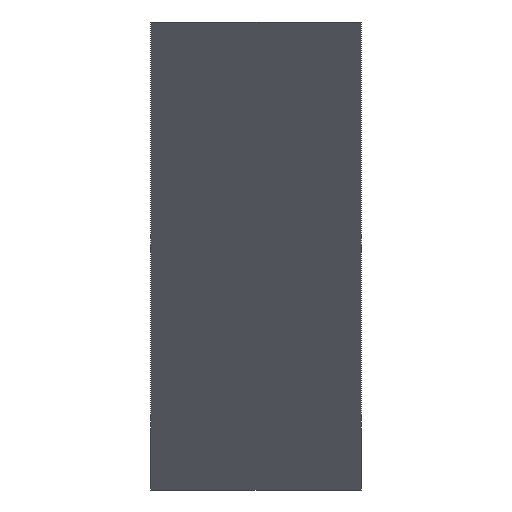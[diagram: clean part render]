
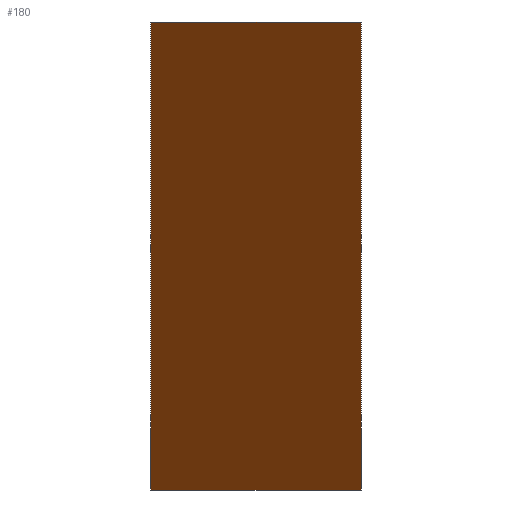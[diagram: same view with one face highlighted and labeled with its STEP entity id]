
A CAD part, left-side view. The second image highlights one B-rep face of the part: STEP entity #180.
In plain terms, the highlighted planar face has unit normal (-0.707, 0, -0.707).
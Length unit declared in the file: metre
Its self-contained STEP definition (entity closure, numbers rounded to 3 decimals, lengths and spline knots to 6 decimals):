
#17=LINE('',#279,#37);
#23=LINE('',#290,#43);
#24=LINE('',#292,#44);
#25=LINE('',#294,#45);
#37=VECTOR('',#227,1.);
#43=VECTOR('',#235,1.);
#44=VECTOR('',#236,1.);
#45=VECTOR('',#237,1.);
#65=ORIENTED_EDGE('',*,*,#106,.T.);
#66=ORIENTED_EDGE('',*,*,#112,.F.);
#67=ORIENTED_EDGE('',*,*,#113,.F.);
#68=ORIENTED_EDGE('',*,*,#114,.T.);
#106=EDGE_CURVE('',#131,#129,#17,.T.);
#112=EDGE_CURVE('',#135,#129,#23,.T.);
#113=EDGE_CURVE('',#136,#135,#24,.T.);
#114=EDGE_CURVE('',#136,#131,#25,.T.);
#129=VERTEX_POINT('',#277);
#131=VERTEX_POINT('',#280);
#135=VERTEX_POINT('',#291);
#136=VERTEX_POINT('',#293);
#148=EDGE_LOOP('',(#65,#66,#67,#68));
#160=FACE_BOUND('',#148,.T.);
#171=PLANE('',#204);
#180=ADVANCED_FACE('',(#160),#171,.T.);
#204=AXIS2_PLACEMENT_3D('',#289,#233,#234);
#227=DIRECTION('',(0.,1.,0.));
#233=DIRECTION('',(-0.707,0.,-0.707));
#234=DIRECTION('',(-0.707,0.,0.707));
#235=DIRECTION('',(-0.707,0.,0.707));
#236=DIRECTION('',(0.,1.,0.));
#237=DIRECTION('',(-0.707,0.,0.707));
#277=CARTESIAN_POINT('',(-0.103044,-0.04,0.0887));
#279=CARTESIAN_POINT('',(-0.103044,-0.08,0.0887));
#280=CARTESIAN_POINT('',(-0.103044,-0.08,0.0887));
#289=CARTESIAN_POINT('',(-0.05852,-0.08,0.044176));
#290=CARTESIAN_POINT('',(-0.05852,-0.04,0.044176));
#291=CARTESIAN_POINT('',(-0.013996,-0.04,-0.000349));
#292=CARTESIAN_POINT('',(-0.013996,-0.08,-0.000349));
#293=CARTESIAN_POINT('',(-0.013996,-0.08,-0.000349));
#294=CARTESIAN_POINT('',(-0.05852,-0.08,0.044176));
